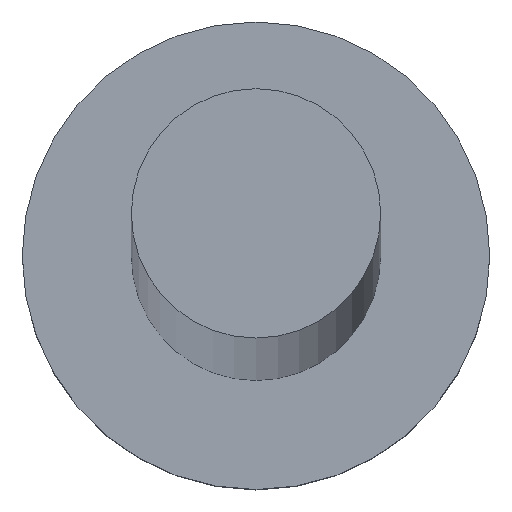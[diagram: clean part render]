
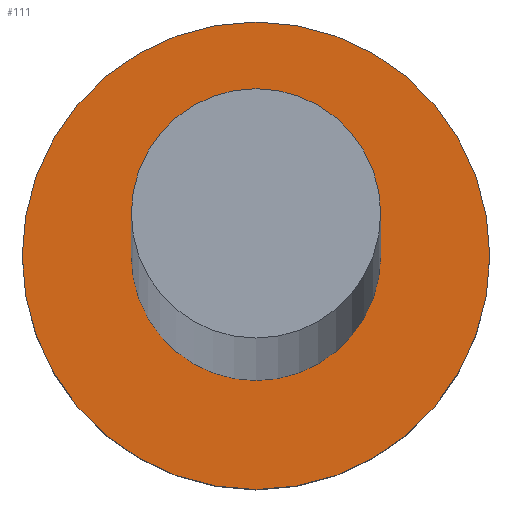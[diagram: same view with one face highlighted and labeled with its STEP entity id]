
A CAD part, top view. The second image highlights one B-rep face of the part: STEP entity #111.
In plain terms, the highlighted planar face has unit normal (0, 0, 1).
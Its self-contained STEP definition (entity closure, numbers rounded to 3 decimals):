
#9 = DIRECTION ( 'NONE',  ( 1., 0., 0. ) ) ;
#13 = CARTESIAN_POINT ( 'NONE',  ( 1.6, 0., 3. ) ) ;
#14 = FACE_OUTER_BOUND ( 'NONE', #82, .T. ) ;
#15 = AXIS2_PLACEMENT_3D ( 'NONE', #88, #202, #169 ) ;
#19 = EDGE_CURVE ( 'NONE', #144, #62, #157, .T. ) ;
#20 = EDGE_LOOP ( 'NONE', ( #183, #215 ) ) ;
#46 = CARTESIAN_POINT ( 'NONE',  ( 0., 0., 3. ) ) ;
#54 = EDGE_CURVE ( 'NONE', #78, #238, #89, .T. ) ;
#55 = CARTESIAN_POINT ( 'NONE',  ( 0., 0., 3. ) ) ;
#59 = EDGE_CURVE ( 'NONE', #62, #144, #208, .T. ) ;
#62 = VERTEX_POINT ( 'NONE', #130 ) ;
#71 = DIRECTION ( 'NONE',  ( 0., 0., 1. ) ) ;
#78 = VERTEX_POINT ( 'NONE', #13 ) ;
#82 = EDGE_LOOP ( 'NONE', ( #104, #196 ) ) ;
#87 = EDGE_CURVE ( 'NONE', #238, #78, #250, .T. ) ;
#88 = CARTESIAN_POINT ( 'NONE',  ( 0., 0., 3. ) ) ;
#89 = CIRCLE ( 'NONE', #120, 1.6 ) ;
#92 = CARTESIAN_POINT ( 'NONE',  ( 0., 0., 3. ) ) ;
#94 = AXIS2_PLACEMENT_3D ( 'NONE', #46, #124, #219 ) ;
#104 = ORIENTED_EDGE ( 'NONE', *, *, #59, .T. ) ;
#108 = FACE_BOUND ( 'NONE', #20, .T. ) ;
#111 = ADVANCED_FACE ( 'NONE', ( #108, #14 ), #146, .T. ) ;
#120 = AXIS2_PLACEMENT_3D ( 'NONE', #224, #71, #194 ) ;
#124 = DIRECTION ( 'NONE',  ( 0., 0., 1. ) ) ;
#130 = CARTESIAN_POINT ( 'NONE',  ( -3., 0., 3. ) ) ;
#144 = VERTEX_POINT ( 'NONE', #227 ) ;
#146 = PLANE ( 'NONE',  #179 ) ;
#153 = CARTESIAN_POINT ( 'NONE',  ( -1.6, 0., 3. ) ) ;
#157 = CIRCLE ( 'NONE', #94, 3. ) ;
#169 = DIRECTION ( 'NONE',  ( 1., 0., 0. ) ) ;
#172 = DIRECTION ( 'NONE',  ( 0., 0., 1. ) ) ;
#179 = AXIS2_PLACEMENT_3D ( 'NONE', #92, #172, #247 ) ;
#183 = ORIENTED_EDGE ( 'NONE', *, *, #87, .F. ) ;
#191 = DIRECTION ( 'NONE',  ( 0., 0., 1. ) ) ;
#194 = DIRECTION ( 'NONE',  ( 1., 0., 0. ) ) ;
#196 = ORIENTED_EDGE ( 'NONE', *, *, #19, .T. ) ;
#202 = DIRECTION ( 'NONE',  ( 0., 0., 1. ) ) ;
#208 = CIRCLE ( 'NONE', #233, 3. ) ;
#215 = ORIENTED_EDGE ( 'NONE', *, *, #54, .F. ) ;
#219 = DIRECTION ( 'NONE',  ( 1., 0., 0. ) ) ;
#224 = CARTESIAN_POINT ( 'NONE',  ( 0., 0., 3. ) ) ;
#227 = CARTESIAN_POINT ( 'NONE',  ( 3., 0., 3. ) ) ;
#233 = AXIS2_PLACEMENT_3D ( 'NONE', #55, #191, #9 ) ;
#238 = VERTEX_POINT ( 'NONE', #153 ) ;
#247 = DIRECTION ( 'NONE',  ( 1., 0., 0. ) ) ;
#250 = CIRCLE ( 'NONE', #15, 1.6 ) ;
